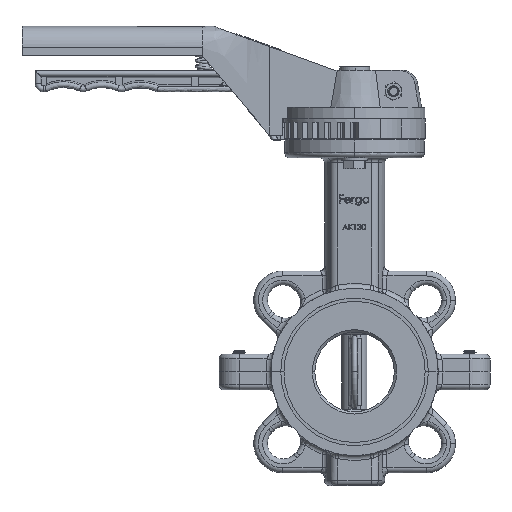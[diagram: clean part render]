
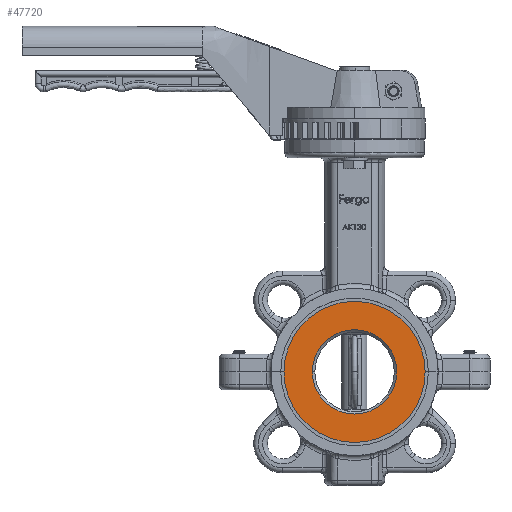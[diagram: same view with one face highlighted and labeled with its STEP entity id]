
A CAD part, top view. The second image highlights one B-rep face of the part: STEP entity #47720.
In plain terms, the highlighted planar face has unit normal (0, 0, 1).
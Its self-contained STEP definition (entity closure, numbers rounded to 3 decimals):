
#8796 = DIRECTION ( 'NONE',  ( 0., 0., 1. ) ) ;
#9681 = CARTESIAN_POINT ( 'NONE',  ( 0., 0., 23.25 ) ) ;
#10260 = CARTESIAN_POINT ( 'NONE',  ( -43.5, 0., 23.25 ) ) ;
#15769 = PLANE ( 'NONE',  #30314 ) ;
#17016 = ORIENTED_EDGE ( 'NONE', *, *, #30466, .T. ) ;
#20988 = DIRECTION ( 'NONE',  ( 0., 0., 1. ) ) ;
#22899 = DIRECTION ( 'NONE',  ( 1., 0., 0. ) ) ;
#23179 = CARTESIAN_POINT ( 'NONE',  ( 0., 0., 23.25 ) ) ;
#26620 = EDGE_LOOP ( 'NONE', ( #102323, #139632 ) ) ;
#30314 = AXIS2_PLACEMENT_3D ( 'NONE', #82921, #49419, #70598 ) ;
#30466 = EDGE_CURVE ( 'NONE', #119825, #69623, #74313, .T. ) ;
#32551 = CIRCLE ( 'NONE', #114101, 26. ) ;
#33936 = EDGE_CURVE ( 'NONE', #69623, #119825, #49538, .T. ) ;
#45145 = DIRECTION ( 'NONE',  ( 1., 0., 0. ) ) ;
#47720 = ADVANCED_FACE ( 'NONE', ( #137734, #137009 ), #15769, .F. ) ;
#49419 = DIRECTION ( 'NONE',  ( 0., 0., -1. ) ) ;
#49538 = CIRCLE ( 'NONE', #142785, 43.5 ) ;
#53429 = DIRECTION ( 'NONE',  ( 1., 0., 0. ) ) ;
#53931 = AXIS2_PLACEMENT_3D ( 'NONE', #78358, #122819, #22899 ) ;
#64263 = EDGE_LOOP ( 'NONE', ( #134987, #17016 ) ) ;
#69623 = VERTEX_POINT ( 'NONE', #144049 ) ;
#70211 = CIRCLE ( 'NONE', #53931, 26. ) ;
#70598 = DIRECTION ( 'NONE',  ( 0., -1., 0. ) ) ;
#71804 = VERTEX_POINT ( 'NONE', #133949 ) ;
#74313 = CIRCLE ( 'NONE', #141947, 43.5 ) ;
#78358 = CARTESIAN_POINT ( 'NONE',  ( 0., 0., 23.25 ) ) ;
#82921 = CARTESIAN_POINT ( 'NONE',  ( 0., 43.5, 23.25 ) ) ;
#86108 = VERTEX_POINT ( 'NONE', #118734 ) ;
#99513 = DIRECTION ( 'NONE',  ( 0., 0., 1. ) ) ;
#102323 = ORIENTED_EDGE ( 'NONE', *, *, #109674, .F. ) ;
#109674 = EDGE_CURVE ( 'NONE', #86108, #71804, #70211, .T. ) ;
#114101 = AXIS2_PLACEMENT_3D ( 'NONE', #121933, #8796, #53429 ) ;
#117598 = EDGE_CURVE ( 'NONE', #71804, #86108, #32551, .T. ) ;
#118734 = CARTESIAN_POINT ( 'NONE',  ( 26., 0., 23.25 ) ) ;
#119825 = VERTEX_POINT ( 'NONE', #10260 ) ;
#121933 = CARTESIAN_POINT ( 'NONE',  ( 0., 0., 23.25 ) ) ;
#122819 = DIRECTION ( 'NONE',  ( 0., 0., 1. ) ) ;
#133949 = CARTESIAN_POINT ( 'NONE',  ( -26., 0., 23.25 ) ) ;
#134987 = ORIENTED_EDGE ( 'NONE', *, *, #33936, .T. ) ;
#137009 = FACE_OUTER_BOUND ( 'NONE', #64263, .T. ) ;
#137734 = FACE_BOUND ( 'NONE', #26620, .T. ) ;
#139632 = ORIENTED_EDGE ( 'NONE', *, *, #117598, .F. ) ;
#141947 = AXIS2_PLACEMENT_3D ( 'NONE', #23179, #20988, #45145 ) ;
#142785 = AXIS2_PLACEMENT_3D ( 'NONE', #9681, #99513, #143353 ) ;
#143353 = DIRECTION ( 'NONE',  ( 1., 0., 0. ) ) ;
#144049 = CARTESIAN_POINT ( 'NONE',  ( 43.5, 0., 23.25 ) ) ;
